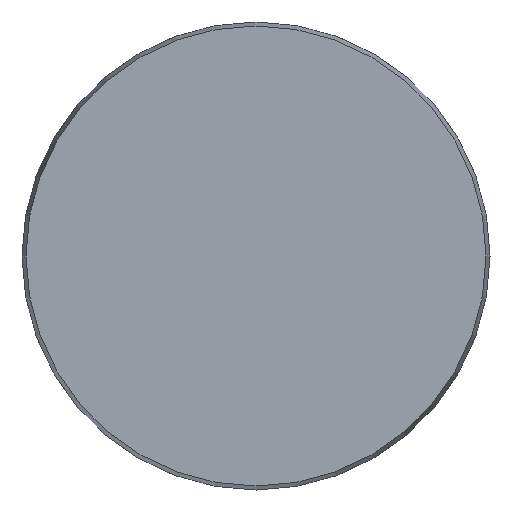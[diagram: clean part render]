
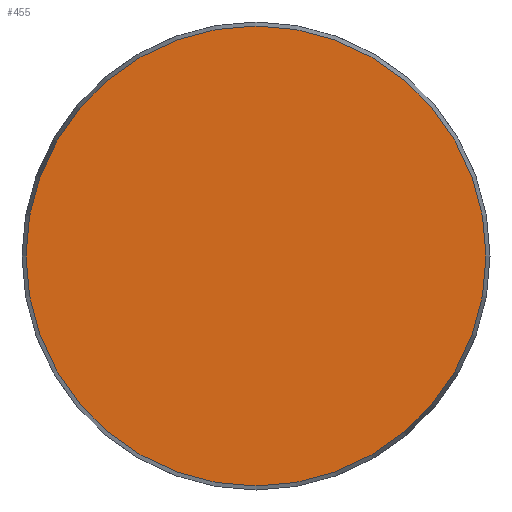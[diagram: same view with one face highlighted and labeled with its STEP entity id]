
A CAD part, front view. The second image highlights one B-rep face of the part: STEP entity #455.
In plain terms, the highlighted planar face has unit normal (0, -1, 0).
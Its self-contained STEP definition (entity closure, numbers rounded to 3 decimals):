
#87 = DIRECTION ( 'NONE',  ( 0., 0., -1. ) ) ;
#127 = AXIS2_PLACEMENT_3D ( 'NONE', #173, #747, #217 ) ;
#173 = CARTESIAN_POINT ( 'NONE',  ( 0., 0., 0. ) ) ;
#185 = CARTESIAN_POINT ( 'NONE',  ( -49.143, 0., 0. ) ) ;
#207 = VERTEX_POINT ( 'NONE', #467 ) ;
#217 = DIRECTION ( 'NONE',  ( 0., 0., -1. ) ) ;
#249 = FACE_OUTER_BOUND ( 'NONE', #471, .T. ) ;
#251 = VERTEX_POINT ( 'NONE', #800 ) ;
#255 = EDGE_CURVE ( 'NONE', #207, #251, #490, .T. ) ;
#295 = DIRECTION ( 'NONE',  ( 0., -1., 0. ) ) ;
#350 = CARTESIAN_POINT ( 'NONE',  ( 0., 0., 0. ) ) ;
#429 = AXIS2_PLACEMENT_3D ( 'NONE', #350, #295, #87 ) ;
#445 = DIRECTION ( 'NONE',  ( 0., 1., 0. ) ) ;
#448 = AXIS2_PLACEMENT_3D ( 'NONE', #185, #445, #576 ) ;
#455 = ADVANCED_FACE ( 'NONE', ( #249 ), #694, .F. ) ;
#467 = CARTESIAN_POINT ( 'NONE',  ( 0., 0., -49.143 ) ) ;
#471 = EDGE_LOOP ( 'NONE', ( #478, #511 ) ) ;
#478 = ORIENTED_EDGE ( 'NONE', *, *, #705, .T. ) ;
#490 = CIRCLE ( 'NONE', #127, 49.143 ) ;
#511 = ORIENTED_EDGE ( 'NONE', *, *, #255, .T. ) ;
#576 = DIRECTION ( 'NONE',  ( 0., 0., 1. ) ) ;
#694 = PLANE ( 'NONE',  #448 ) ;
#705 = EDGE_CURVE ( 'NONE', #251, #207, #739, .T. ) ;
#739 = CIRCLE ( 'NONE', #429, 49.143 ) ;
#747 = DIRECTION ( 'NONE',  ( 0., -1., 0. ) ) ;
#800 = CARTESIAN_POINT ( 'NONE',  ( 0., 0., 49.143 ) ) ;
